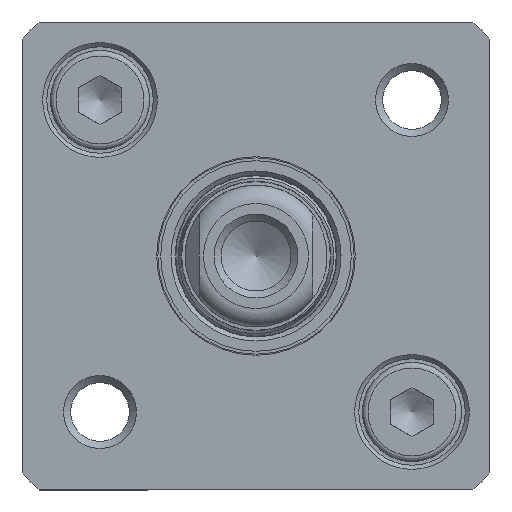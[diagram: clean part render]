
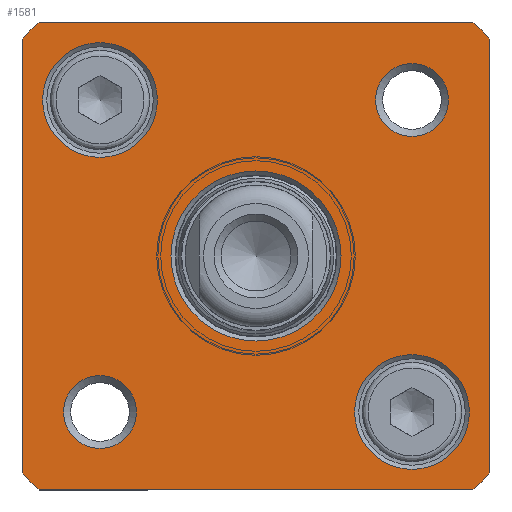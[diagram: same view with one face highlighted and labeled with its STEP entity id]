
A CAD part, front view. The second image highlights one B-rep face of the part: STEP entity #1581.
In plain terms, the highlighted face is planar.
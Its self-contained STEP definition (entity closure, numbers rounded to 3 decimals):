
#122=CARTESIAN_POINT('',(16.5,80.95,-15.297));
#123=VERTEX_POINT('',#122);
#130=CARTESIAN_POINT('',(16.5,80.95,15.297));
#131=VERTEX_POINT('',#130);
#132=CARTESIAN_POINT('',(16.5,80.95,15.297));
#133=DIRECTION('',(0.0,0.0,-1.0));
#134=VECTOR('',#133,30.594);
#135=LINE('',#132,#134);
#136=EDGE_CURVE('',#131,#123,#135,.T.);
#161=CARTESIAN_POINT('',(15.297,80.95,-16.5));
#162=VERTEX_POINT('',#161);
#169=CARTESIAN_POINT('',(0.,80.95,0.));
#170=DIRECTION('',(0.0,1.0,0.0));
#171=DIRECTION('',(-0.733,0.0,0.68));
#172=AXIS2_PLACEMENT_3D('',#169,#170,#171);
#173=CIRCLE('',#172,22.5);
#174=EDGE_CURVE('',#123,#162,#173,.T.);
#193=CARTESIAN_POINT('',(-15.297,80.95,-16.5));
#194=VERTEX_POINT('',#193);
#201=CARTESIAN_POINT('',(15.297,80.95,-16.5));
#202=DIRECTION('',(-1.0,0.0,0.0));
#203=VECTOR('',#202,30.594);
#204=LINE('',#201,#203);
#205=EDGE_CURVE('',#162,#194,#204,.T.);
#225=CARTESIAN_POINT('',(-16.5,80.95,-15.297));
#226=VERTEX_POINT('',#225);
#233=CARTESIAN_POINT('',(0.,80.95,0.));
#234=DIRECTION('',(0.0,1.0,0.0));
#235=DIRECTION('',(0.68,0.0,0.733));
#236=AXIS2_PLACEMENT_3D('',#233,#234,#235);
#237=CIRCLE('',#236,22.5);
#238=EDGE_CURVE('',#194,#226,#237,.T.);
#260=CARTESIAN_POINT('',(-15.297,80.95,16.5));
#261=VERTEX_POINT('',#260);
#268=CARTESIAN_POINT('',(-16.5,80.95,15.297));
#269=VERTEX_POINT('',#268);
#270=CARTESIAN_POINT('',(0.,80.95,0.));
#271=DIRECTION('',(0.0,1.0,0.0));
#272=DIRECTION('',(0.733,0.0,-0.68));
#273=AXIS2_PLACEMENT_3D('',#270,#271,#272);
#274=CIRCLE('',#273,22.5);
#275=EDGE_CURVE('',#269,#261,#274,.T.);
#299=CARTESIAN_POINT('',(15.297,80.95,16.5));
#300=VERTEX_POINT('',#299);
#307=CARTESIAN_POINT('',(-15.297,80.95,16.5));
#308=DIRECTION('',(1.0,0.0,0.0));
#309=VECTOR('',#308,30.594);
#310=LINE('',#307,#309);
#311=EDGE_CURVE('',#261,#300,#310,.T.);
#330=CARTESIAN_POINT('',(0.,80.95,0.));
#331=DIRECTION('',(0.0,1.0,0.0));
#332=DIRECTION('',(-0.68,0.0,-0.733));
#333=AXIS2_PLACEMENT_3D('',#330,#331,#332);
#334=CIRCLE('',#333,22.5);
#335=EDGE_CURVE('',#300,#131,#334,.T.);
#377=CARTESIAN_POINT('',(-6.,80.95,0.));
#378=VERTEX_POINT('',#377);
#379=CARTESIAN_POINT('',(0.,80.95,0.));
#380=DIRECTION('',(0.0,-1.0,0.0));
#381=DIRECTION('',(1.0,0.0,0.0));
#382=AXIS2_PLACEMENT_3D('',#379,#380,#381);
#383=CIRCLE('',#382,6.);
#384=EDGE_CURVE('',#378,#378,#383,.T.);
#473=CARTESIAN_POINT('',(15.05,80.95,11.));
#474=VERTEX_POINT('',#473);
#475=CARTESIAN_POINT('',(11.0,80.95,11.));
#476=DIRECTION('',(0.0,-1.0,0.0));
#477=DIRECTION('',(-1.0,0.0,0.0));
#478=AXIS2_PLACEMENT_3D('',#475,#476,#477);
#479=CIRCLE('',#478,4.05);
#480=EDGE_CURVE('',#474,#474,#479,.T.);
#513=CARTESIAN_POINT('',(-6.95,80.95,-11.));
#514=VERTEX_POINT('',#513);
#515=CARTESIAN_POINT('',(-11.0,80.95,-11.));
#516=DIRECTION('',(0.0,-1.0,0.0));
#517=DIRECTION('',(-1.0,0.0,0.0));
#518=AXIS2_PLACEMENT_3D('',#515,#516,#517);
#519=CIRCLE('',#518,4.05);
#520=EDGE_CURVE('',#514,#514,#519,.T.);
#537=CARTESIAN_POINT('',(-16.5,80.95,-15.297));
#538=DIRECTION('',(0.0,0.0,1.0));
#539=VECTOR('',#538,30.594);
#540=LINE('',#537,#539);
#541=EDGE_CURVE('',#226,#269,#540,.T.);
#639=CARTESIAN_POINT('',(13.567,80.95,-11.));
#640=VERTEX_POINT('',#639);
#641=CARTESIAN_POINT('',(11.0,80.95,-11.));
#642=DIRECTION('',(0.0,-1.0,0.0));
#643=DIRECTION('',(-1.0,0.0,0.0));
#644=AXIS2_PLACEMENT_3D('',#641,#642,#643);
#645=CIRCLE('',#644,2.567);
#646=EDGE_CURVE('',#640,#640,#645,.T.);
#747=CARTESIAN_POINT('',(-8.433,80.95,11.));
#748=VERTEX_POINT('',#747);
#749=CARTESIAN_POINT('',(-11.0,80.95,11.));
#750=DIRECTION('',(0.0,-1.0,0.0));
#751=DIRECTION('',(-1.0,0.0,0.0));
#752=AXIS2_PLACEMENT_3D('',#749,#750,#751);
#753=CIRCLE('',#752,2.567);
#754=EDGE_CURVE('',#748,#748,#753,.T.);
#1551=CARTESIAN_POINT('',(0.,80.95,0.));
#1552=DIRECTION('',(0.0,1.0,0.0));
#1553=DIRECTION('',(0.0,0.0,1.0));
#1554=AXIS2_PLACEMENT_3D('',#1551,#1552,#1553);
#1555=PLANE('',#1554);
#1556=ORIENTED_EDGE('',*,*,#275,.T.);
#1557=ORIENTED_EDGE('',*,*,#311,.T.);
#1558=ORIENTED_EDGE('',*,*,#335,.T.);
#1559=ORIENTED_EDGE('',*,*,#136,.T.);
#1560=ORIENTED_EDGE('',*,*,#174,.T.);
#1561=ORIENTED_EDGE('',*,*,#205,.T.);
#1562=ORIENTED_EDGE('',*,*,#238,.T.);
#1563=ORIENTED_EDGE('',*,*,#541,.T.);
#1564=EDGE_LOOP('',(#1556,#1557,#1558,#1559,#1560,#1561,#1562,#1563));
#1565=FACE_OUTER_BOUND('',#1564,.T.);
#1566=ORIENTED_EDGE('',*,*,#754,.T.);
#1567=EDGE_LOOP('',(#1566));
#1568=FACE_BOUND('',#1567,.T.);
#1569=ORIENTED_EDGE('',*,*,#520,.T.);
#1570=EDGE_LOOP('',(#1569));
#1571=FACE_BOUND('',#1570,.T.);
#1572=ORIENTED_EDGE('',*,*,#384,.T.);
#1573=EDGE_LOOP('',(#1572));
#1574=FACE_BOUND('',#1573,.T.);
#1575=ORIENTED_EDGE('',*,*,#480,.T.);
#1576=EDGE_LOOP('',(#1575));
#1577=FACE_BOUND('',#1576,.T.);
#1578=ORIENTED_EDGE('',*,*,#646,.T.);
#1579=EDGE_LOOP('',(#1578));
#1580=FACE_BOUND('',#1579,.T.);
#1581=ADVANCED_FACE('',(#1565,#1568,#1571,#1574,#1577,#1580),#1555,.T.);
